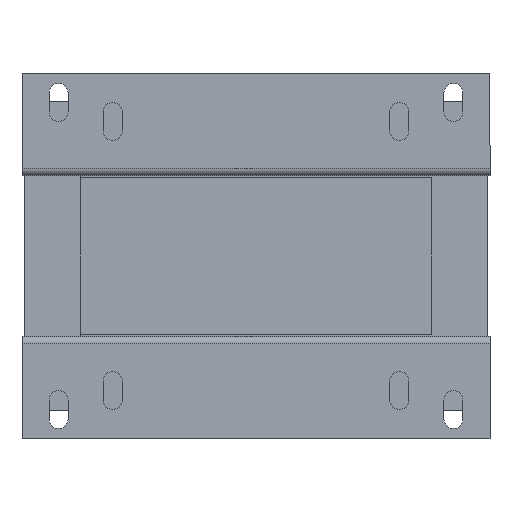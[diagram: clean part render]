
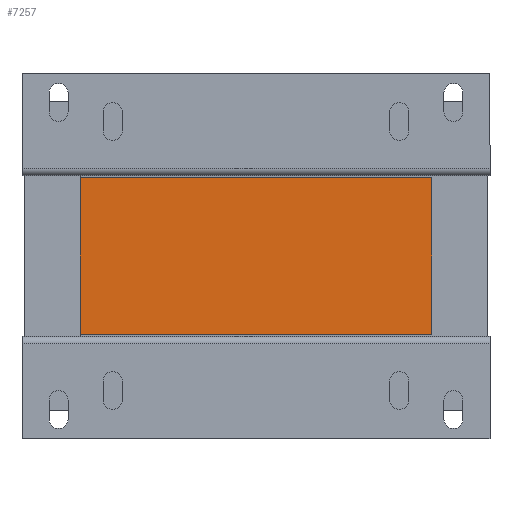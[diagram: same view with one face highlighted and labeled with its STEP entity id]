
A CAD part, front view. The second image highlights one B-rep face of the part: STEP entity #7257.
In plain terms, the highlighted planar face has unit normal (0, -1, 0).
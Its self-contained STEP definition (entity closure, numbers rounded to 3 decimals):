
#236 = EDGE_CURVE ( 'Defeature ausgef�hrt5_568+Defeature ausgef�hrt5_16+Defeature ausgef�hrt5_570+Defeature ausgef�hrt5_607', #15275, #14982, #8492, .T. ) ;
#277 = CARTESIAN_POINT ( 'NONE',  ( -120., -200., 53.5 ) ) ;
#367 = ORIENTED_EDGE ( 'NONE', *, *, #24201, .F. ) ;
#1529 = ORIENTED_EDGE ( 'NONE', *, *, #22044, .T. ) ;
#1789 = LINE ( 'NONE', #10901, #17487 ) ;
#2861 = DIRECTION ( 'NONE',  ( 1., 0., 0. ) ) ;
#3320 = DIRECTION ( 'NONE',  ( 0., 0., -1. ) ) ;
#3372 = EDGE_CURVE ( 'Defeature ausgef�hrt5_16+Defeature ausgef�hrt5_570+Defeature ausgef�hrt5_568+Defeature ausgef�hrt5_572', #15275, #20055, #19822, .T. ) ;
#4399 = VECTOR ( 'NONE', #24364, 1000. ) ;
#5187 = DIRECTION ( 'NONE',  ( 0., 1., 0. ) ) ;
#5567 = LINE ( 'NONE', #21943, #13763 ) ;
#5873 = ORIENTED_EDGE ( 'NONE', *, *, #3372, .T. ) ;
#6540 = DIRECTION ( 'NONE',  ( 1., 0., 0. ) ) ;
#6861 = CARTESIAN_POINT ( 'NONE',  ( 120., -200., 53.5 ) ) ;
#7257 = ADVANCED_FACE ( 'Defeature ausgef�hrt5_16', ( #19333 ), #18712, .F. ) ;
#7301 = CARTESIAN_POINT ( 'NONE',  ( -120., -200., 53.5 ) ) ;
#8492 = LINE ( 'NONE', #6861, #22450 ) ;
#9282 = CARTESIAN_POINT ( 'NONE',  ( 120., -200., 53.5 ) ) ;
#9930 = AXIS2_PLACEMENT_3D ( 'NONE', #24335, #5187, #12898 ) ;
#10901 = CARTESIAN_POINT ( 'NONE',  ( 120., -200., 53.5 ) ) ;
#12898 = DIRECTION ( 'NONE',  ( 0., 0., 1. ) ) ;
#13763 = VECTOR ( 'NONE', #6540, 1000. ) ;
#14454 = EDGE_LOOP ( 'NONE', ( #1529, #367, #23603, #5873 ) ) ;
#14982 = VERTEX_POINT ( 'NONE', #9282 ) ;
#15275 = VERTEX_POINT ( 'NONE', #277 ) ;
#17487 = VECTOR ( 'NONE', #3320, 1000. ) ;
#17558 = CARTESIAN_POINT ( 'NONE',  ( 120., -200., -53.5 ) ) ;
#18712 = PLANE ( 'NONE',  #9930 ) ;
#19200 = VERTEX_POINT ( 'NONE', #17558 ) ;
#19333 = FACE_OUTER_BOUND ( 'NONE', #14454, .T. ) ;
#19822 = LINE ( 'NONE', #7301, #4399 ) ;
#20055 = VERTEX_POINT ( 'NONE', #20461 ) ;
#20461 = CARTESIAN_POINT ( 'NONE',  ( -120., -200., -53.5 ) ) ;
#21943 = CARTESIAN_POINT ( 'NONE',  ( 120., -200., -53.5 ) ) ;
#22044 = EDGE_CURVE ( 'Defeature ausgef�hrt5_16+Defeature ausgef�hrt5_572+Defeature ausgef�hrt5_570+Defeature ausgef�hrt5_607', #20055, #19200, #5567, .T. ) ;
#22450 = VECTOR ( 'NONE', #2861, 1000. ) ;
#23603 = ORIENTED_EDGE ( 'NONE', *, *, #236, .F. ) ;
#24201 = EDGE_CURVE ( 'Defeature ausgef�hrt5_607+Defeature ausgef�hrt5_16+Defeature ausgef�hrt5_568+Defeature ausgef�hrt5_572', #14982, #19200, #1789, .T. ) ;
#24335 = CARTESIAN_POINT ( 'NONE',  ( 120., -200., 53.5 ) ) ;
#24364 = DIRECTION ( 'NONE',  ( 0., 0., -1. ) ) ;
